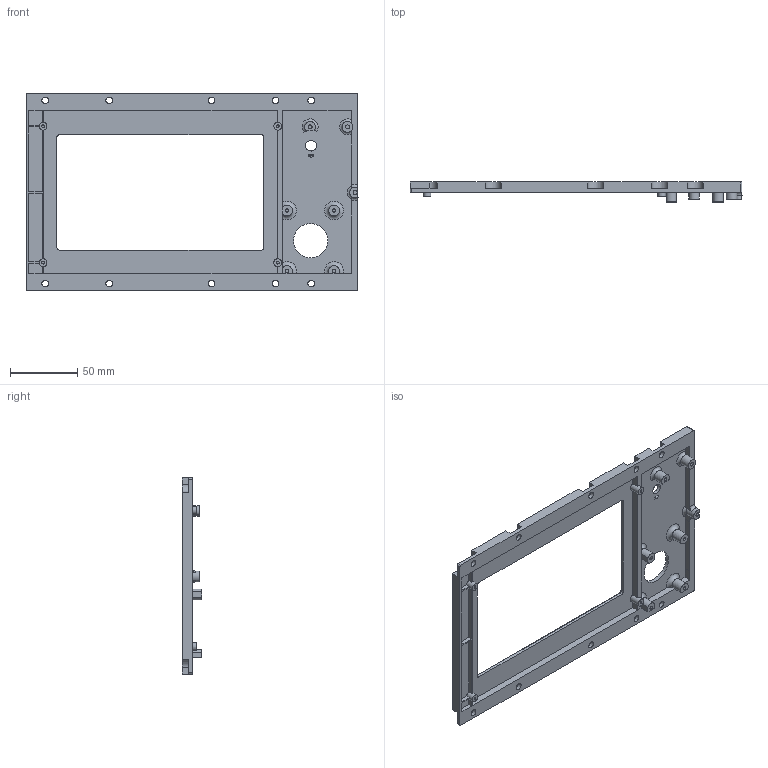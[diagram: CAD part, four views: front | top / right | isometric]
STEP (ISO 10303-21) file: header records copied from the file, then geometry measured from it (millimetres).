
FILE_DESCRIPTION(/* description */ (''),/* implementation_level */ '2;1');
FILE_NAME(/* name */ '7.0-Bezel_plus_mouse v12.step',/* time_stamp */ '2022-05-11T13:41:21+10:00',/* author */ (''),/* organization */ (''),/* preprocessor_version */ 'ST-DEVELOPER v18.1',/* originating_system */ 'Autodesk Translation Framework v10.14.0.1471',/* authorisation */ '');
FILE_SCHEMA (('AUTOMOTIVE_DESIGN { 1 0 10303 214 3 1 1 }'));
Length unit declared in the file: millimetre
Products named in the file (1): 7.0-Bezel_plus_mouse
Bounding box: 247 x 14.7 x 146.05 mm (x, y, z)
Volume: 96412.8 mm3; surface area: 60934.7 mm2
Topology: 1 solids, 1 shells, 199 faces, 541 edges, 356 vertices
Faces by surface type: plane 127, cylinder 59, torus 13
Full cylindrical faces by diameter (mm): 2 x4, 2.5 x4, 3 x3, 5 x9, 5.045 x1, 5.8 x4, 8 x3, 25.5 x1
Entity records: 6489 total; most frequent: CARTESIAN_POINT 1251, DIRECTION 1087, ORIENTED_EDGE 1082, EDGE_CURVE 541, LINE 363, VECTOR 363, AXIS2_PLACEMENT_3D 362, VERTEX_POINT 356
